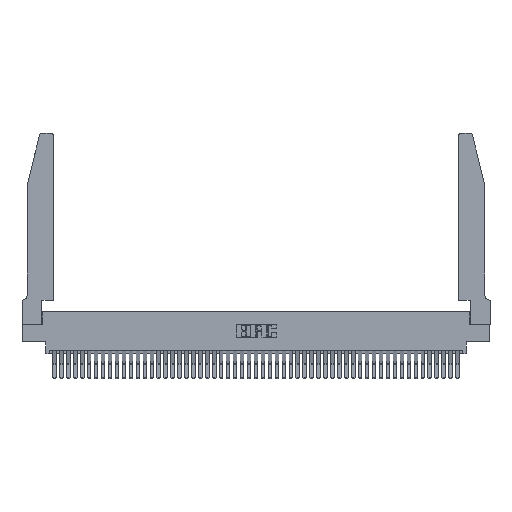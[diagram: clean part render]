
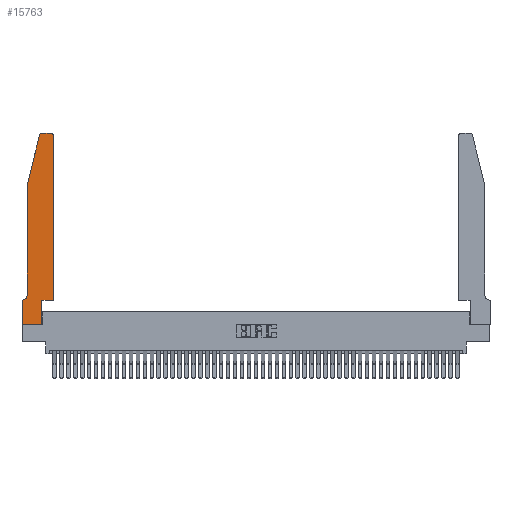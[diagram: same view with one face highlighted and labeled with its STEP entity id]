
A CAD part, top view. The second image highlights one B-rep face of the part: STEP entity #15763.
In plain terms, the highlighted planar face has unit normal (0, 0, 1).
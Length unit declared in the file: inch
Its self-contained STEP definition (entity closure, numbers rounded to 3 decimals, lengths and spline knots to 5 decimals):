
#1005 = EDGE_CURVE ( 'NONE', #38900, #25350, #29336, .T. ) ;
#1089 = AXIS2_PLACEMENT_3D ( 'NONE', #37732, #3822, #11313 ) ;
#1247 = EDGE_CURVE ( 'NONE', #23434, #27974, #37573, .T. ) ;
#1408 = EDGE_LOOP ( 'NONE', ( #24392, #48588, #36674, #16705, #33287, #14533, #30981, #26825, #13397, #41725, #34761, #21596 ) ) ;
#1603 = CARTESIAN_POINT ( 'NONE',  ( 0.0755, 2., 0.37 ) ) ;
#2531 = CARTESIAN_POINT ( 'NONE',  ( 0.284, 2.72, 0.37 ) ) ;
#2841 = CARTESIAN_POINT ( 'NONE',  ( 0.4505, 2.72, 0.37 ) ) ;
#3023 = CARTESIAN_POINT ( 'NONE',  ( 0.284, 2.75, 0.37 ) ) ;
#3822 = DIRECTION ( 'NONE',  ( 0., 0., -1. ) ) ;
#4154 = LINE ( 'NONE', #28339, #38495 ) ;
#4184 = LINE ( 'NONE', #9594, #22567 ) ;
#4748 = VERTEX_POINT ( 'NONE', #39333 ) ;
#5779 = LINE ( 'NONE', #33769, #25316 ) ;
#5871 = CARTESIAN_POINT ( 'NONE',  ( 0.0755, 2., 0.37 ) ) ;
#6781 = CARTESIAN_POINT ( 'NONE',  ( 0.2865, 0.35, 0.37 ) ) ;
#7223 = FACE_OUTER_BOUND ( 'NONE', #1408, .T. ) ;
#9594 = CARTESIAN_POINT ( 'NONE',  ( 0., 0., 0.37 ) ) ;
#9744 = DIRECTION ( 'NONE',  ( 1., 0., 0. ) ) ;
#11313 = DIRECTION ( 'NONE',  ( -1., 0., 0. ) ) ;
#11514 = VERTEX_POINT ( 'NONE', #3023 ) ;
#11782 = DIRECTION ( 'NONE',  ( 1., 0., 0. ) ) ;
#11857 = VERTEX_POINT ( 'NONE', #39725 ) ;
#12503 = CIRCLE ( 'NONE', #22100, 0.03 ) ;
#13397 = ORIENTED_EDGE ( 'NONE', *, *, #1247, .T. ) ;
#14219 = EDGE_CURVE ( 'NONE', #46555, #30975, #31702, .T. ) ;
#14533 = ORIENTED_EDGE ( 'NONE', *, *, #34007, .T. ) ;
#15720 = VECTOR ( 'NONE', #21871, 39.37008 ) ;
#15744 = CARTESIAN_POINT ( 'NONE',  ( 0., 0.35, 0.37 ) ) ;
#15763 = ADVANCED_FACE ( 'NONE', ( #7223 ), #20029, .T. ) ;
#16082 = LINE ( 'NONE', #36577, #45079 ) ;
#16171 = EDGE_CURVE ( 'NONE', #4748, #23434, #4184, .T. ) ;
#16280 = LINE ( 'NONE', #21144, #30475 ) ;
#16705 = ORIENTED_EDGE ( 'NONE', *, *, #14219, .T. ) ;
#16776 = EDGE_CURVE ( 'NONE', #11514, #11857, #12503, .T. ) ;
#16843 = CIRCLE ( 'NONE', #17771, 0.03 ) ;
#16855 = DIRECTION ( 'NONE',  ( -0.239, -0.971, 0. ) ) ;
#17306 = CIRCLE ( 'NONE', #1089, 0.07 ) ;
#17351 = DIRECTION ( 'NONE',  ( 0., -1., 0. ) ) ;
#17771 = AXIS2_PLACEMENT_3D ( 'NONE', #36363, #29094, #9744 ) ;
#18730 = CARTESIAN_POINT ( 'NONE',  ( 0.2865, 0.35, 0.37 ) ) ;
#19055 = DIRECTION ( 'NONE',  ( -1., 0., 0. ) ) ;
#19617 = CARTESIAN_POINT ( 'NONE',  ( 0.4505, 0.35, 0.37 ) ) ;
#20010 = EDGE_CURVE ( 'NONE', #25350, #20266, #16843, .T. ) ;
#20029 = PLANE ( 'NONE',  #36663 ) ;
#20096 = EDGE_CURVE ( 'NONE', #25003, #4748, #16280, .T. ) ;
#20266 = VERTEX_POINT ( 'NONE', #45554 ) ;
#21144 = CARTESIAN_POINT ( 'NONE',  ( 0., 0., 0.37 ) ) ;
#21399 = CARTESIAN_POINT ( 'NONE',  ( 0.0755, 0.42, 0.37 ) ) ;
#21420 = DIRECTION ( 'NONE',  ( 1., 0., 0. ) ) ;
#21596 = ORIENTED_EDGE ( 'NONE', *, *, #20010, .T. ) ;
#21871 = DIRECTION ( 'NONE',  ( 0., 1., 0. ) ) ;
#22100 = AXIS2_PLACEMENT_3D ( 'NONE', #2531, #29041, #21420 ) ;
#22381 = CARTESIAN_POINT ( 'NONE',  ( 0.4505, 0.35, 0.37 ) ) ;
#22567 = VECTOR ( 'NONE', #37502, 39.37008 ) ;
#23434 = VERTEX_POINT ( 'NONE', #45055 ) ;
#24169 = EDGE_CURVE ( 'NONE', #20266, #11514, #5779, .T. ) ;
#24392 = ORIENTED_EDGE ( 'NONE', *, *, #24169, .T. ) ;
#24628 = DIRECTION ( 'NONE',  ( 0., -1., 0. ) ) ;
#25003 = VERTEX_POINT ( 'NONE', #34849 ) ;
#25316 = VECTOR ( 'NONE', #19055, 39.37008 ) ;
#25350 = VERTEX_POINT ( 'NONE', #2841 ) ;
#26825 = ORIENTED_EDGE ( 'NONE', *, *, #16171, .T. ) ;
#27794 = EDGE_CURVE ( 'NONE', #27974, #38900, #16082, .T. ) ;
#27974 = VERTEX_POINT ( 'NONE', #6781 ) ;
#28335 = EDGE_CURVE ( 'NONE', #11857, #46555, #46199, .T. ) ;
#28339 = CARTESIAN_POINT ( 'NONE',  ( 0.0755, 0.35, 0.37 ) ) ;
#29041 = DIRECTION ( 'NONE',  ( 0., 0., 1. ) ) ;
#29094 = DIRECTION ( 'NONE',  ( 0., 0., 1. ) ) ;
#29336 = LINE ( 'NONE', #19617, #31143 ) ;
#30475 = VECTOR ( 'NONE', #17351, 39.37008 ) ;
#30975 = VERTEX_POINT ( 'NONE', #21399 ) ;
#30981 = ORIENTED_EDGE ( 'NONE', *, *, #20096, .T. ) ;
#31143 = VECTOR ( 'NONE', #38115, 39.37008 ) ;
#31702 = LINE ( 'NONE', #1603, #41163 ) ;
#33287 = ORIENTED_EDGE ( 'NONE', *, *, #45593, .T. ) ;
#33769 = CARTESIAN_POINT ( 'NONE',  ( 0.2605, 2.75, 0.37 ) ) ;
#34007 = EDGE_CURVE ( 'NONE', #36894, #25003, #4154, .T. ) ;
#34761 = ORIENTED_EDGE ( 'NONE', *, *, #1005, .T. ) ;
#34849 = CARTESIAN_POINT ( 'NONE',  ( 0., 0.35, 0.37 ) ) ;
#36363 = CARTESIAN_POINT ( 'NONE',  ( 0.4205, 2.72, 0.37 ) ) ;
#36577 = CARTESIAN_POINT ( 'NONE',  ( 0.4505, 0.35, 0.37 ) ) ;
#36663 = AXIS2_PLACEMENT_3D ( 'NONE', #15744, #46488, #11782 ) ;
#36674 = ORIENTED_EDGE ( 'NONE', *, *, #28335, .T. ) ;
#36894 = VERTEX_POINT ( 'NONE', #45004 ) ;
#37502 = DIRECTION ( 'NONE',  ( 1., 0., 0. ) ) ;
#37573 = LINE ( 'NONE', #18730, #15720 ) ;
#37732 = CARTESIAN_POINT ( 'NONE',  ( 0.0055, 0.42, 0.37 ) ) ;
#37871 = VECTOR ( 'NONE', #16855, 39.37008 ) ;
#38115 = DIRECTION ( 'NONE',  ( 0., 1., 0. ) ) ;
#38495 = VECTOR ( 'NONE', #46859, 39.37008 ) ;
#38900 = VERTEX_POINT ( 'NONE', #22381 ) ;
#39333 = CARTESIAN_POINT ( 'NONE',  ( 0., 0., 0.37 ) ) ;
#39725 = CARTESIAN_POINT ( 'NONE',  ( 0.25487, 2.72718, 0.37 ) ) ;
#41163 = VECTOR ( 'NONE', #24628, 39.37008 ) ;
#41725 = ORIENTED_EDGE ( 'NONE', *, *, #27794, .T. ) ;
#43293 = CARTESIAN_POINT ( 'NONE',  ( 0.0755, 2., 0.37 ) ) ;
#44340 = DIRECTION ( 'NONE',  ( 1., 0., 0. ) ) ;
#45004 = CARTESIAN_POINT ( 'NONE',  ( 0.0055, 0.35, 0.37 ) ) ;
#45055 = CARTESIAN_POINT ( 'NONE',  ( 0.2865, 0., 0.37 ) ) ;
#45079 = VECTOR ( 'NONE', #44340, 39.37008 ) ;
#45554 = CARTESIAN_POINT ( 'NONE',  ( 0.4205, 2.75, 0.37 ) ) ;
#45593 = EDGE_CURVE ( 'NONE', #30975, #36894, #17306, .T. ) ;
#46199 = LINE ( 'NONE', #43293, #37871 ) ;
#46488 = DIRECTION ( 'NONE',  ( 0., 0., 1. ) ) ;
#46555 = VERTEX_POINT ( 'NONE', #5871 ) ;
#46859 = DIRECTION ( 'NONE',  ( -1., 0., 0. ) ) ;
#48588 = ORIENTED_EDGE ( 'NONE', *, *, #16776, .T. ) ;
